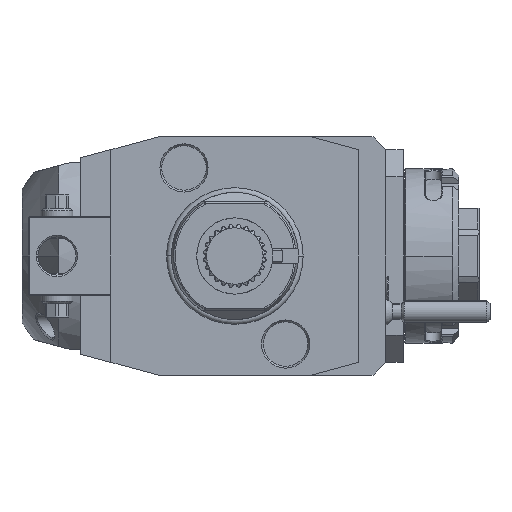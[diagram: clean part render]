
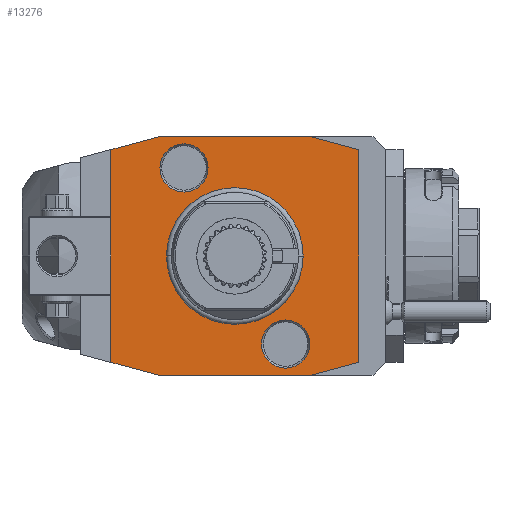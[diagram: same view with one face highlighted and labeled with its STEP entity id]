
A CAD part, front view. The second image highlights one B-rep face of the part: STEP entity #13276.
In plain terms, the highlighted planar face has unit normal (0, -1, 0).
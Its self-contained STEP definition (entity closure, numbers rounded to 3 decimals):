
#1=DIRECTION('',(1.,0.,0.));
#2=VECTOR('',#1,48.);
#3=CARTESIAN_POINT('',(-24.,0.,-37.5));
#4=LINE('',#3,#2);
#5=DIRECTION('',(0.966,0.,-0.259));
#6=VECTOR('',#5,15.529);
#7=CARTESIAN_POINT('',(-39.,0.,-33.481));
#8=LINE('',#7,#6);
#9=DIRECTION('',(0.,0.,-1.));
#10=VECTOR('',#9,66.962);
#11=CARTESIAN_POINT('',(-39.,0.,33.481));
#12=LINE('',#11,#10);
#13=DIRECTION('',(-0.966,0.,-0.259));
#14=VECTOR('',#13,15.529);
#15=CARTESIAN_POINT('',(-24.,0.,37.5));
#16=LINE('',#15,#14);
#17=DIRECTION('',(-1.,0.,0.));
#18=VECTOR('',#17,48.);
#19=CARTESIAN_POINT('',(24.,0.,37.5));
#20=LINE('',#19,#18);
#21=DIRECTION('',(-0.966,0.,0.259));
#22=VECTOR('',#21,15.529);
#23=CARTESIAN_POINT('',(39.,0.,33.481));
#24=LINE('',#23,#22);
#25=DIRECTION('',(0.,0.,1.));
#26=VECTOR('',#25,66.962);
#27=CARTESIAN_POINT('',(39.,0.,-33.481));
#28=LINE('',#27,#26);
#29=DIRECTION('',(0.966,0.,0.259));
#30=VECTOR('',#29,15.529);
#31=CARTESIAN_POINT('',(24.,0.,-37.5));
#32=LINE('',#31,#30);
#33=CARTESIAN_POINT('',(-16.,0.,27.713));
#34=DIRECTION('',(0.,1.,0.));
#35=DIRECTION('',(-1.,0.,0.));
#36=AXIS2_PLACEMENT_3D('',#33,#34,#35);
#38=CARTESIAN_POINT('',(-16.,0.,27.713));
#39=DIRECTION('',(0.,1.,0.));
#40=DIRECTION('',(1.,0.,0.));
#41=AXIS2_PLACEMENT_3D('',#38,#39,#40);
#43=CARTESIAN_POINT('',(16.,0.,-27.713));
#44=DIRECTION('',(0.,1.,0.));
#45=DIRECTION('',(-1.,0.,0.));
#46=AXIS2_PLACEMENT_3D('',#43,#44,#45);
#48=CARTESIAN_POINT('',(16.,0.,-27.713));
#49=DIRECTION('',(0.,1.,0.));
#50=DIRECTION('',(1.,0.,0.));
#51=AXIS2_PLACEMENT_3D('',#48,#49,#50);
#5791=CARTESIAN_POINT('',(0.,0.,0.));
#5792=DIRECTION('',(0.,1.,0.));
#5793=DIRECTION('',(-1.,0.,0.));
#5794=AXIS2_PLACEMENT_3D('',#5791,#5792,#5793);
#5796=CARTESIAN_POINT('',(0.,0.,0.));
#5797=DIRECTION('',(0.,1.,0.));
#5798=DIRECTION('',(1.,0.,0.));
#5799=AXIS2_PLACEMENT_3D('',#5796,#5797,#5798);
#11771=CARTESIAN_POINT('',(-23.577,0.,
27.713));
#11772=CARTESIAN_POINT('',(-8.423,0.,
27.713));
#11773=VERTEX_POINT('',#11771);
#11774=VERTEX_POINT('',#11772);
#11949=CARTESIAN_POINT('',(8.423,0.,
-27.713));
#11950=CARTESIAN_POINT('',(23.577,0.,
-27.713));
#11951=VERTEX_POINT('',#11949);
#11952=VERTEX_POINT('',#11950);
#12851=CARTESIAN_POINT('',(-24.,0.,-37.5));
#12852=CARTESIAN_POINT('',(24.,0.,-37.5));
#12853=VERTEX_POINT('',#12851);
#12854=VERTEX_POINT('',#12852);
#12855=CARTESIAN_POINT('',(39.,0.,-33.481));
#12856=CARTESIAN_POINT('',(39.,0.,33.481));
#12857=VERTEX_POINT('',#12855);
#12858=VERTEX_POINT('',#12856);
#12859=CARTESIAN_POINT('',(24.,0.,37.5));
#12860=VERTEX_POINT('',#12859);
#12861=CARTESIAN_POINT('',(-24.,0.,37.5));
#12862=VERTEX_POINT('',#12861);
#12863=CARTESIAN_POINT('',(-39.,0.,33.481));
#12864=VERTEX_POINT('',#12863);
#12865=CARTESIAN_POINT('',(-39.,0.,-33.481));
#12866=VERTEX_POINT('',#12865);
#13127=CARTESIAN_POINT('',(-21.137,0.,0.));
#13128=CARTESIAN_POINT('',(21.137,0.,0.));
#13129=VERTEX_POINT('',#13127);
#13130=VERTEX_POINT('',#13128);
#13235=CARTESIAN_POINT('',(0.,0.,0.));
#13236=DIRECTION('',(0.,-1.,0.));
#13237=DIRECTION('',(-1.,0.,0.));
#13238=AXIS2_PLACEMENT_3D('',#13235,#13236,#13237);
#13239=PLANE('',#13238);
#13241=ORIENTED_EDGE('',*,*,#13240,.F.);
#13243=ORIENTED_EDGE('',*,*,#13242,.F.);
#13245=ORIENTED_EDGE('',*,*,#13244,.F.);
#13247=ORIENTED_EDGE('',*,*,#13246,.F.);
#13249=ORIENTED_EDGE('',*,*,#13248,.F.);
#13251=ORIENTED_EDGE('',*,*,#13250,.F.);
#13253=ORIENTED_EDGE('',*,*,#13252,.F.);
#13255=ORIENTED_EDGE('',*,*,#13254,.F.);
#13256=EDGE_LOOP('',(#13241,#13243,#13245,#13247,#13249,#13251,#13253,#13255));
#13257=FACE_OUTER_BOUND('',#13256,.F.);
#13259=ORIENTED_EDGE('',*,*,#13258,.F.);
#13261=ORIENTED_EDGE('',*,*,#13260,.F.);
#13262=EDGE_LOOP('',(#13259,#13261));
#13263=FACE_BOUND('',#13262,.F.);
#13265=ORIENTED_EDGE('',*,*,#13264,.F.);
#13267=ORIENTED_EDGE('',*,*,#13266,.F.);
#13268=EDGE_LOOP('',(#13265,#13267));
#13269=FACE_BOUND('',#13268,.F.);
#13271=ORIENTED_EDGE('',*,*,#13270,.F.);
#13273=ORIENTED_EDGE('',*,*,#13272,.F.);
#13274=EDGE_LOOP('',(#13271,#13273));
#13275=FACE_BOUND('',#13274,.F.);
#37=CIRCLE('',#36,7.577);
#42=CIRCLE('',#41,7.577);
#47=CIRCLE('',#46,7.577);
#52=CIRCLE('',#51,7.577);
#5795=CIRCLE('',#5794,21.137);
#5800=CIRCLE('',#5799,21.137);
#13240=EDGE_CURVE('',#12853,#12854,#4,.T.);
#13242=EDGE_CURVE('',#12866,#12853,#8,.T.);
#13244=EDGE_CURVE('',#12864,#12866,#12,.T.);
#13246=EDGE_CURVE('',#12862,#12864,#16,.T.);
#13248=EDGE_CURVE('',#12860,#12862,#20,.T.);
#13250=EDGE_CURVE('',#12858,#12860,#24,.T.);
#13252=EDGE_CURVE('',#12857,#12858,#28,.T.);
#13254=EDGE_CURVE('',#12854,#12857,#32,.T.);
#13258=EDGE_CURVE('',#13129,#13130,#5795,.T.);
#13260=EDGE_CURVE('',#13130,#13129,#5800,.T.);
#13264=EDGE_CURVE('',#11773,#11774,#37,.T.);
#13266=EDGE_CURVE('',#11774,#11773,#42,.T.);
#13270=EDGE_CURVE('',#11951,#11952,#47,.T.);
#13272=EDGE_CURVE('',#11952,#11951,#52,.T.);
#13276=ADVANCED_FACE('',(#13257,#13263,#13269,#13275),#13239,.T.);
